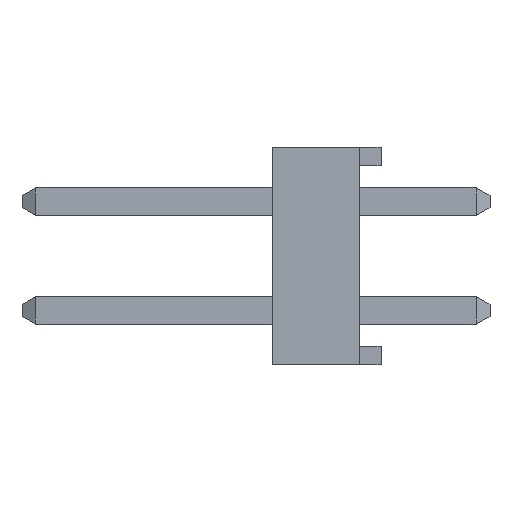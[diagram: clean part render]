
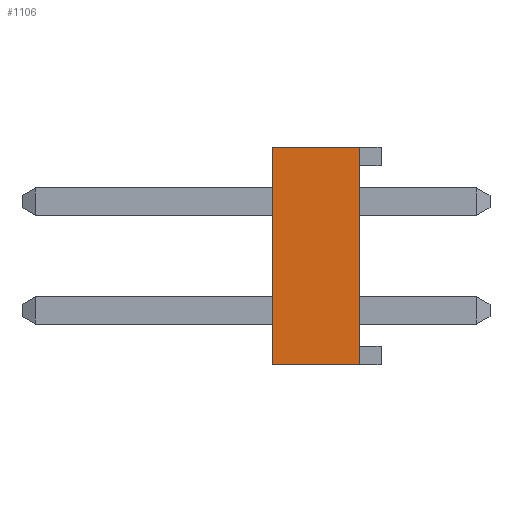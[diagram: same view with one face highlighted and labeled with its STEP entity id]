
A CAD part, left-side view. The second image highlights one B-rep face of the part: STEP entity #1106.
In plain terms, the highlighted planar face has unit normal (-1, 0, 0).
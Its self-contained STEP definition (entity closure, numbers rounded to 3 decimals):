
#1106=ADVANCED_FACE('',(#2225),#2226,.T.);
#2225=FACE_OUTER_BOUND('',#3338,.T.);
#2226=PLANE('',#3339);
#3338=EDGE_LOOP('',(#6602,#6603,#6604,#6605));
#3339=AXIS2_PLACEMENT_3D('',#6606,#6607,#6608);
#6602=ORIENTED_EDGE('',*,*,#7795,.T.);
#6603=ORIENTED_EDGE('',*,*,#7902,.F.);
#6604=ORIENTED_EDGE('',*,*,#7766,.T.);
#6605=ORIENTED_EDGE('',*,*,#7877,.T.);
#6606=CARTESIAN_POINT('',(-1.27,-1.016,0.0));
#6607=DIRECTION('',(-1.0,0.,0.0));
#6608=DIRECTION('',(0.,-1.0,0.0));
#7766=EDGE_CURVE('',#9577,#9575,#9578,.T.);
#7795=EDGE_CURVE('',#9612,#9610,#9613,.T.);
#7877=EDGE_CURVE('',#9575,#9612,#9723,.T.);
#7902=EDGE_CURVE('',#9577,#9610,#9748,.T.);
#9575=VERTEX_POINT('',#12257);
#9577=VERTEX_POINT('',#12260);
#9578=LINE('',#12261,#12262);
#9610=VERTEX_POINT('',#12307);
#9612=VERTEX_POINT('',#12310);
#9613=LINE('',#12311,#12312);
#9723=LINE('',#12472,#12473);
#9748=LINE('',#12509,#12510);
#12257=CARTESIAN_POINT('',(-1.27,-2.032,0.0));
#12260=CARTESIAN_POINT('',(-1.27,0.0,0.0));
#12261=CARTESIAN_POINT('',(-1.27,0.,0.0));
#12262=VECTOR('',#13349,1.0);
#12307=CARTESIAN_POINT('',(-1.27,0.0,5.08));
#12310=CARTESIAN_POINT('',(-1.27,-2.032,5.08));
#12311=CARTESIAN_POINT('',(-1.27,0.,5.08));
#12312=VECTOR('',#13364,1.0);
#12472=CARTESIAN_POINT('',(-1.27,-2.032,0.0));
#12473=VECTOR('',#13415,1.0);
#12509=CARTESIAN_POINT('',(-1.27,0.0,0.0));
#12510=VECTOR('',#13427,1.0);
#13349=DIRECTION('',(0.,-1.0,0.0));
#13364=DIRECTION('',(0.,1.0,0.0));
#13415=DIRECTION('',(0.0,0.0,1.0));
#13427=DIRECTION('',(0.0,0.0,1.0));
